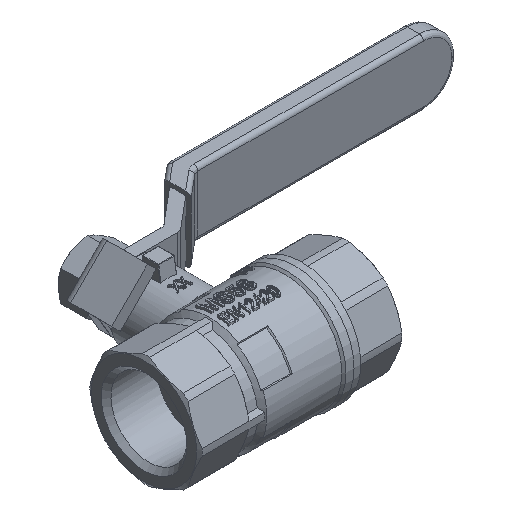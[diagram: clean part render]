
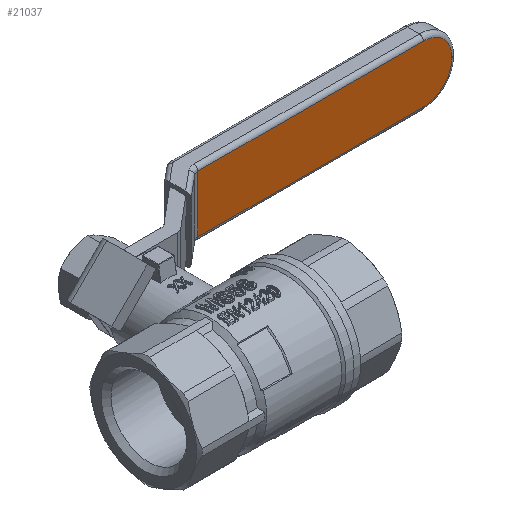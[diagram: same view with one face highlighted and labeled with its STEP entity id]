
A CAD part, isometric view. The second image highlights one B-rep face of the part: STEP entity #21037.
In plain terms, the highlighted planar face has unit normal (0, -1, 0).
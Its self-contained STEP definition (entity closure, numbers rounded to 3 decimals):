
#1768=LINE('',#33965,#3183);
#1769=LINE('',#33967,#3184);
#1770=LINE('',#33969,#3185);
#3183=VECTOR('',#25675,1000.);
#3184=VECTOR('',#25676,1000.);
#3185=VECTOR('',#25677,1000.);
#4503=PLANE('',#22404);
#5553=CIRCLE('',#22405,7.);
#5554=CIRCLE('',#22406,7.);
#6218=ORIENTED_EDGE('',*,*,#12768,.F.);
#6219=ORIENTED_EDGE('',*,*,#12769,.F.);
#6220=ORIENTED_EDGE('',*,*,#12770,.T.);
#6221=ORIENTED_EDGE('',*,*,#12771,.T.);
#6222=ORIENTED_EDGE('',*,*,#12772,.T.);
#12768=EDGE_CURVE('',#16064,#16065,#5553,.T.);
#12769=EDGE_CURVE('',#16066,#16064,#5554,.T.);
#12770=EDGE_CURVE('',#16066,#16067,#1768,.T.);
#12771=EDGE_CURVE('',#16067,#16068,#1769,.T.);
#12772=EDGE_CURVE('',#16068,#16065,#1770,.T.);
#16064=VERTEX_POINT('',#33961);
#16065=VERTEX_POINT('',#33962);
#16066=VERTEX_POINT('',#33964);
#16067=VERTEX_POINT('',#33966);
#16068=VERTEX_POINT('',#33968);
#18332=EDGE_LOOP('',(#6218,#6219,#6220,#6221,#6222));
#19667=FACE_BOUND('',#18332,.T.);
#21037=ADVANCED_FACE('',(#19667),#4503,.T.);
#22404=AXIS2_PLACEMENT_3D('',#33959,#25669,#25670);
#22405=AXIS2_PLACEMENT_3D('',#33960,#25671,#25672);
#22406=AXIS2_PLACEMENT_3D('',#33963,#25673,#25674);
#25669=DIRECTION('',(0.,-1.,0.));
#25670=DIRECTION('',(-1.,0.,0.));
#25671=DIRECTION('',(0.,1.,0.));
#25672=DIRECTION('',(1.,0.,0.));
#25673=DIRECTION('',(0.,1.,0.));
#25674=DIRECTION('',(0.,0.,1.));
#25675=DIRECTION('',(-1.,0.,0.));
#25676=DIRECTION('',(0.,0.,-1.));
#25677=DIRECTION('',(1.,0.,0.));
#33959=CARTESIAN_POINT('',(87.5,39.5,-14.));
#33960=CARTESIAN_POINT('',(79.5,39.5,-14.));
#33961=CARTESIAN_POINT('',(86.5,39.5,-14.));
#33962=CARTESIAN_POINT('',(79.5,39.5,-21.));
#33963=CARTESIAN_POINT('',(79.5,39.5,-14.));
#33964=CARTESIAN_POINT('',(79.5,39.5,-7.));
#33965=CARTESIAN_POINT('',(51.854,39.5,-7.));
#33966=CARTESIAN_POINT('',(24.207,39.5,-7.));
#33967=CARTESIAN_POINT('',(24.207,39.5,-14.));
#33968=CARTESIAN_POINT('',(24.207,39.5,-21.));
#33969=CARTESIAN_POINT('',(51.853,39.5,-21.));
